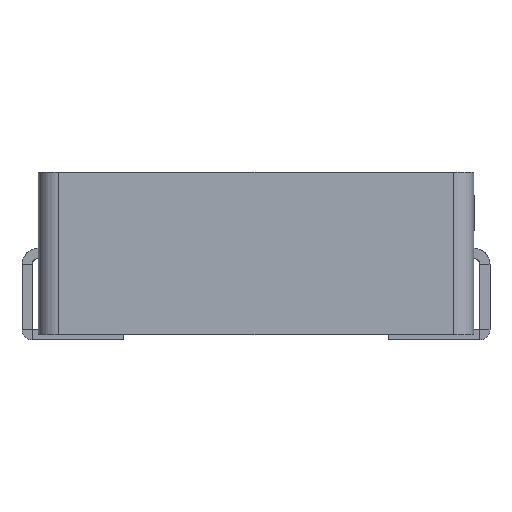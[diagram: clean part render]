
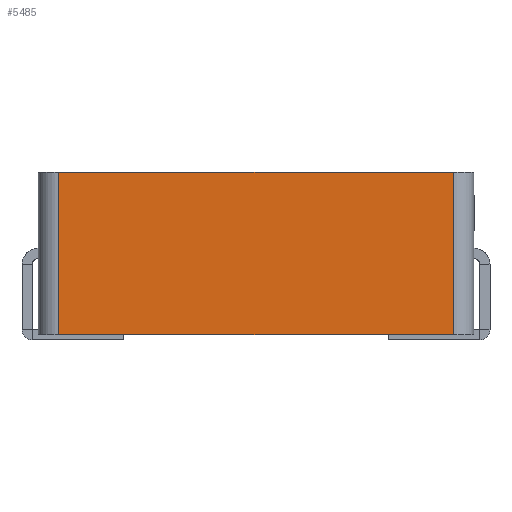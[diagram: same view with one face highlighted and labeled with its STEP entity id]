
A CAD part, front view. The second image highlights one B-rep face of the part: STEP entity #5485.
In plain terms, the highlighted planar face has unit normal (0, -1, 0).
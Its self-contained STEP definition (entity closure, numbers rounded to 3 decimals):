
#26 = LINE ( 'NONE', #3538, #6996 ) ;
#126 = CARTESIAN_POINT ( 'NONE',  ( 1., -2.71, 5.725 ) ) ;
#264 = CARTESIAN_POINT ( 'NONE',  ( 11.2, -2.71, 1.725 ) ) ;
#343 = EDGE_CURVE ( 'NONE', #6868, #3409, #5132, .T. ) ;
#599 = AXIS2_PLACEMENT_3D ( 'NONE', #126, #2947, #7424 ) ;
#731 = CARTESIAN_POINT ( 'NONE',  ( 1., -2.71, 5.725 ) ) ;
#2167 = VECTOR ( 'NONE', #2578, 1000. ) ;
#2578 = DIRECTION ( 'NONE',  ( 1., 0., 0. ) ) ;
#2765 = ORIENTED_EDGE ( 'NONE', *, *, #343, .F. ) ;
#2947 = DIRECTION ( 'NONE',  ( 0., 1., 0. ) ) ;
#3409 = VERTEX_POINT ( 'NONE', #6282 ) ;
#3538 = CARTESIAN_POINT ( 'NONE',  ( 11.2, -2.71, 5.725 ) ) ;
#3748 = EDGE_LOOP ( 'NONE', ( #11281, #9440, #2765, #6146 ) ) ;
#4242 = DIRECTION ( 'NONE',  ( 1., 0., 0. ) ) ;
#5095 = CARTESIAN_POINT ( 'NONE',  ( 1., -2.71, 1.725 ) ) ;
#5132 = LINE ( 'NONE', #731, #2167 ) ;
#5371 = EDGE_CURVE ( 'NONE', #9278, #8843, #10255, .T. ) ;
#5485 = ADVANCED_FACE ( 'NONE', ( #7354 ), #5617, .F. ) ;
#5617 = PLANE ( 'NONE',  #599 ) ;
#6146 = ORIENTED_EDGE ( 'NONE', *, *, #7251, .T. ) ;
#6166 = VECTOR ( 'NONE', #4242, 1000. ) ;
#6282 = CARTESIAN_POINT ( 'NONE',  ( 11.2, -2.71, 5.725 ) ) ;
#6868 = VERTEX_POINT ( 'NONE', #8603 ) ;
#6922 = EDGE_CURVE ( 'NONE', #8843, #3409, #26, .T. ) ;
#6996 = VECTOR ( 'NONE', #8956, 1000. ) ;
#7106 = DIRECTION ( 'NONE',  ( 0., 0., -1. ) ) ;
#7190 = VECTOR ( 'NONE', #7106, 1000. ) ;
#7251 = EDGE_CURVE ( 'NONE', #6868, #9278, #8159, .T. ) ;
#7354 = FACE_OUTER_BOUND ( 'NONE', #3748, .T. ) ;
#7424 = DIRECTION ( 'NONE',  ( 1., 0., 0. ) ) ;
#8159 = LINE ( 'NONE', #9862, #7190 ) ;
#8603 = CARTESIAN_POINT ( 'NONE',  ( 1.5, -2.71, 5.725 ) ) ;
#8843 = VERTEX_POINT ( 'NONE', #264 ) ;
#8956 = DIRECTION ( 'NONE',  ( 0., 0., 1. ) ) ;
#9278 = VERTEX_POINT ( 'NONE', #11392 ) ;
#9440 = ORIENTED_EDGE ( 'NONE', *, *, #6922, .T. ) ;
#9862 = CARTESIAN_POINT ( 'NONE',  ( 1.5, -2.71, 5.725 ) ) ;
#10255 = LINE ( 'NONE', #5095, #6166 ) ;
#11281 = ORIENTED_EDGE ( 'NONE', *, *, #5371, .T. ) ;
#11392 = CARTESIAN_POINT ( 'NONE',  ( 1.5, -2.71, 1.725 ) ) ;
